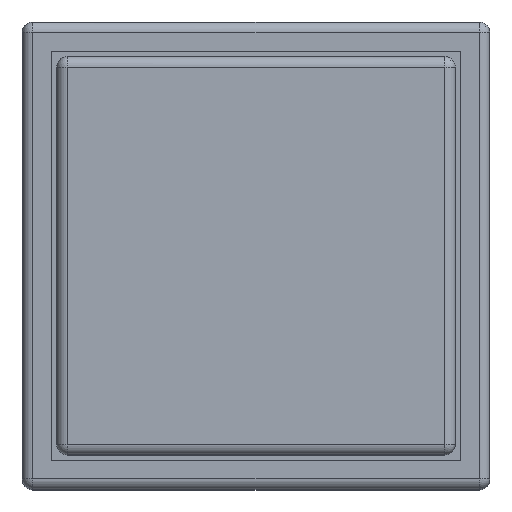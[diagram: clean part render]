
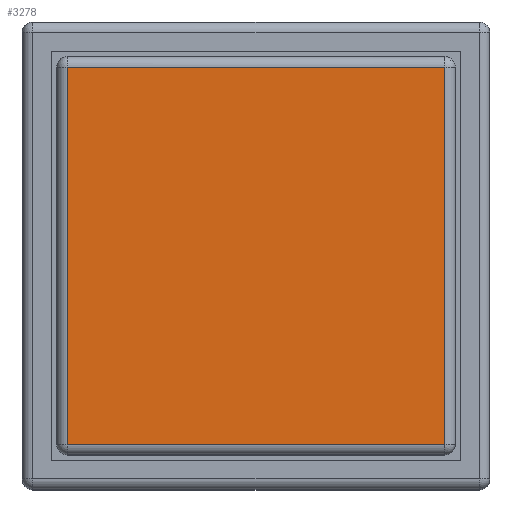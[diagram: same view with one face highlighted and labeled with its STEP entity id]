
A CAD part, top view. The second image highlights one B-rep face of the part: STEP entity #3278.
In plain terms, the highlighted planar face has unit normal (0, 0, 1).
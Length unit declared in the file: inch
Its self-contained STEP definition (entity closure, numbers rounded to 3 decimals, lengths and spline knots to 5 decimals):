
#3034=CARTESIAN_POINT('',(-0.13976,-0.13976,0.47638));
#3035=VERTEX_POINT('',#3034);
#3069=CARTESIAN_POINT('',(0.13976,-0.13976,0.47638));
#3070=VERTEX_POINT('',#3069);
#3093=CARTESIAN_POINT('',(-0.13976,0.13976,0.47638));
#3094=VERTEX_POINT('',#3093);
#3118=CARTESIAN_POINT('',(0.13976,0.13976,0.47638));
#3119=VERTEX_POINT('',#3118);
#3146=CARTESIAN_POINT('',(-0.13976,0.13976,0.47638));
#3147=DIRECTION('',(1.0,0.0,0.0));
#3148=VECTOR('',#3147,0.27953);
#3149=LINE('',#3146,#3148);
#3150=EDGE_CURVE('',#3094,#3119,#3149,.T.);
#3168=CARTESIAN_POINT('',(0.13976,0.13976,0.47638));
#3169=DIRECTION('',(0.0,-1.0,0.0));
#3170=VECTOR('',#3169,0.27953);
#3171=LINE('',#3168,#3170);
#3172=EDGE_CURVE('',#3119,#3070,#3171,.T.);
#3185=CARTESIAN_POINT('',(-0.13976,-0.13976,0.47638));
#3186=DIRECTION('',(0.0,1.0,0.0));
#3187=VECTOR('',#3186,0.27953);
#3188=LINE('',#3185,#3187);
#3189=EDGE_CURVE('',#3035,#3094,#3188,.T.);
#3229=CARTESIAN_POINT('',(0.13976,-0.13976,0.47638));
#3230=DIRECTION('',(-1.0,0.0,0.0));
#3231=VECTOR('',#3230,0.27953);
#3232=LINE('',#3229,#3231);
#3233=EDGE_CURVE('',#3070,#3035,#3232,.T.);
#3267=CARTESIAN_POINT('',(0.15374,-0.15374,0.47638));
#3268=DIRECTION('',(0.0,0.0,1.0));
#3269=DIRECTION('',(1.0,0.0,0.0));
#3270=AXIS2_PLACEMENT_3D('',#3267,#3268,#3269);
#3271=PLANE('',#3270);
#3272=ORIENTED_EDGE('',*,*,#3150,.F.);
#3273=ORIENTED_EDGE('',*,*,#3189,.F.);
#3274=ORIENTED_EDGE('',*,*,#3233,.F.);
#3275=ORIENTED_EDGE('',*,*,#3172,.F.);
#3276=EDGE_LOOP('',(#3272,#3273,#3274,#3275));
#3277=FACE_OUTER_BOUND('',#3276,.T.);
#3278=ADVANCED_FACE('',(#3277),#3271,.T.);
